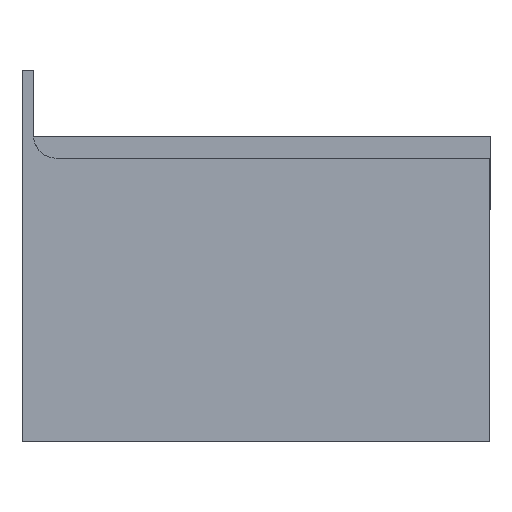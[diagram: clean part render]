
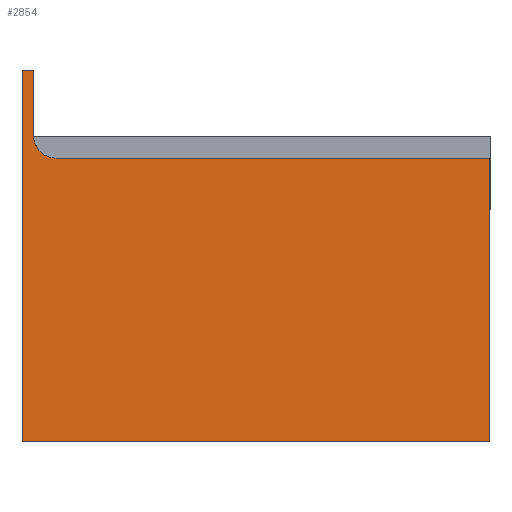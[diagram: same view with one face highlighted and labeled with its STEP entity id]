
A CAD part, left-side view. The second image highlights one B-rep face of the part: STEP entity #2854.
In plain terms, the highlighted planar face has unit normal (-1, 0, 0).
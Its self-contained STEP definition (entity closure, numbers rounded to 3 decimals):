
#2824=AXIS2_PLACEMENT_3D('Plane Axis2P3D',#2821,#2822,#2823) ;
#2828=AXIS2_PLACEMENT_3D('Circle Axis2P3D',#2826,#2827,$) ;
#587=CARTESIAN_POINT('Vertex',(-45.,82.5,-78.5)) ;
#590=CARTESIAN_POINT('Line Origine',(-45.,81.5,-78.5)) ;
#594=CARTESIAN_POINT('Vertex',(-45.,80.5,-78.5)) ;
#625=CARTESIAN_POINT('Vertex',(-45.,82.5,-144.)) ;
#628=CARTESIAN_POINT('Line Origine',(-45.,82.5,-111.25)) ;
#2363=CARTESIAN_POINT('Vertex',(-45.,0.,-94.)) ;
#2366=CARTESIAN_POINT('Line Origine',(-45.,0.,-119.)) ;
#2370=CARTESIAN_POINT('Vertex',(-45.,0.,-144.)) ;
#2431=CARTESIAN_POINT('Line Origine',(-45.,41.25,-144.)) ;
#2821=CARTESIAN_POINT('Axis2P3D Location',(-45.,0.,0.)) ;
#2826=CARTESIAN_POINT('Axis2P3D Location',(-45.,76.5,-90.)) ;
#2830=CARTESIAN_POINT('Vertex',(-45.,80.5,-90.)) ;
#2832=CARTESIAN_POINT('Vertex',(-45.,76.5,-94.)) ;
#2835=CARTESIAN_POINT('Line Origine',(-45.,80.5,-84.25)) ;
#2840=CARTESIAN_POINT('Line Origine',(-45.,38.25,-94.)) ;
#591=DIRECTION('Vector Direction',(0.,-1.,0.)) ;
#629=DIRECTION('Vector Direction',(0.,0.,1.)) ;
#2367=DIRECTION('Vector Direction',(0.,0.,-1.)) ;
#2432=DIRECTION('Vector Direction',(0.,1.,0.)) ;
#2822=DIRECTION('Axis2P3D Direction',(-1.,0.,0.)) ;
#2823=DIRECTION('Axis2P3D XDirection',(0.,1.,0.)) ;
#2827=DIRECTION('Axis2P3D Direction',(-1.,0.,0.)) ;
#2836=DIRECTION('Vector Direction',(0.,0.,-1.)) ;
#2841=DIRECTION('Vector Direction',(0.,-1.,0.)) ;
#592=VECTOR('Line Direction',#591,1.) ;
#630=VECTOR('Line Direction',#629,1.) ;
#2368=VECTOR('Line Direction',#2367,1.) ;
#2433=VECTOR('Line Direction',#2432,1.) ;
#2837=VECTOR('Line Direction',#2836,1.) ;
#2842=VECTOR('Line Direction',#2841,1.) ;
#2846=ORIENTED_EDGE('',*,*,#2834,.F.) ;
#2847=ORIENTED_EDGE('',*,*,#2839,.T.) ;
#2848=ORIENTED_EDGE('',*,*,#596,.T.) ;
#2849=ORIENTED_EDGE('',*,*,#632,.T.) ;
#2850=ORIENTED_EDGE('',*,*,#2435,.T.) ;
#2851=ORIENTED_EDGE('',*,*,#2372,.T.) ;
#2852=ORIENTED_EDGE('',*,*,#2844,.T.) ;
#2854=ADVANCED_FACE('Copriterminale alto HTC inferiore',(#2853),#2825,.T.) ;
#2829=CIRCLE('generated circle',#2828,4.) ;
#596=EDGE_CURVE('',#595,#588,#593,.F.) ;
#632=EDGE_CURVE('',#588,#626,#631,.F.) ;
#2372=EDGE_CURVE('',#2371,#2364,#2369,.F.) ;
#2435=EDGE_CURVE('',#626,#2371,#2434,.F.) ;
#2834=EDGE_CURVE('',#2831,#2833,#2829,.T.) ;
#2839=EDGE_CURVE('',#2831,#595,#2838,.F.) ;
#2844=EDGE_CURVE('',#2364,#2833,#2843,.F.) ;
#2845=EDGE_LOOP('',(#2846,#2847,#2848,#2849,#2850,#2851,#2852)) ;
#2853=FACE_OUTER_BOUND('',#2845,.T.) ;
#593=LINE('Line',#590,#592) ;
#631=LINE('Line',#628,#630) ;
#2369=LINE('Line',#2366,#2368) ;
#2434=LINE('Line',#2431,#2433) ;
#2838=LINE('Line',#2835,#2837) ;
#2843=LINE('Line',#2840,#2842) ;
#2825=PLANE('',#2824) ;
#588=VERTEX_POINT('',#587) ;
#595=VERTEX_POINT('',#594) ;
#626=VERTEX_POINT('',#625) ;
#2364=VERTEX_POINT('',#2363) ;
#2371=VERTEX_POINT('',#2370) ;
#2831=VERTEX_POINT('',#2830) ;
#2833=VERTEX_POINT('',#2832) ;
